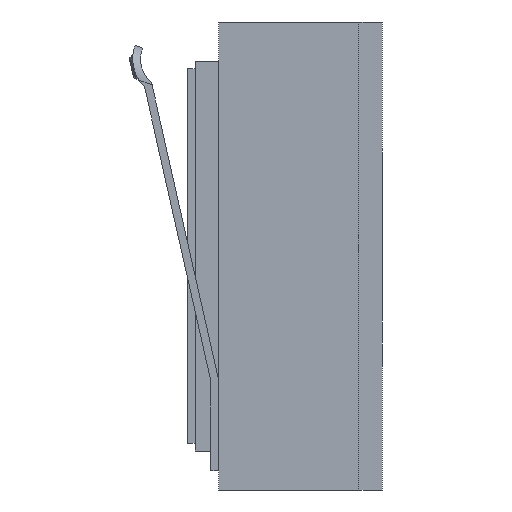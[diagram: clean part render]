
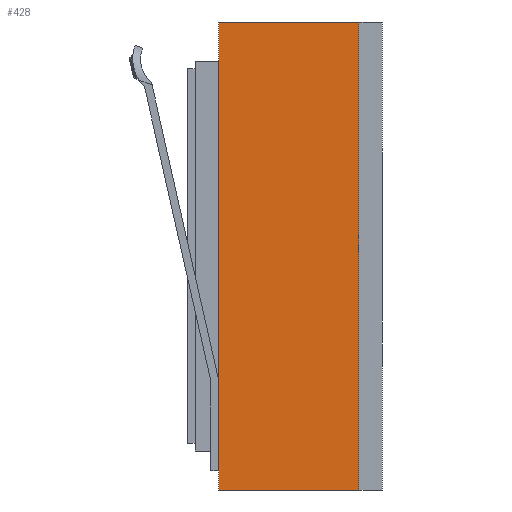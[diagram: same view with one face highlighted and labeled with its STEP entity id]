
A CAD part, left-side view. The second image highlights one B-rep face of the part: STEP entity #428.
In plain terms, the highlighted planar face has unit normal (-1, 0, 0).
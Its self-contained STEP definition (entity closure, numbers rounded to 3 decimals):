
#19 = EDGE_CURVE ( 'NONE', #334, #181, #1301, .T. ) ;
#177 = CARTESIAN_POINT ( 'NONE',  ( -6., 1.8, -3. ) ) ;
#181 = VERTEX_POINT ( 'NONE', #187 ) ;
#187 = CARTESIAN_POINT ( 'NONE',  ( -6., 1.8, 3. ) ) ;
#270 = EDGE_CURVE ( 'NONE', #1681, #1762, #994, .T. ) ;
#285 = EDGE_CURVE ( 'NONE', #181, #1762, #2177, .T. ) ;
#334 = VERTEX_POINT ( 'NONE', #1401 ) ;
#380 = AXIS2_PLACEMENT_3D ( 'NONE', #177, #2507, #1251 ) ;
#388 = VECTOR ( 'NONE', #2105, 1000. ) ;
#402 = CARTESIAN_POINT ( 'NONE',  ( -6., 1.8, -3. ) ) ;
#428 = ADVANCED_FACE ( 'NONE', ( #1581 ), #2089, .F. ) ;
#436 = EDGE_LOOP ( 'NONE', ( #1173, #1903, #2462, #1087 ) ) ;
#683 = EDGE_CURVE ( 'NONE', #334, #1681, #2647, .T. ) ;
#733 = CARTESIAN_POINT ( 'NONE',  ( -6., 0., 3. ) ) ;
#746 = CARTESIAN_POINT ( 'NONE',  ( -6., 0., -3. ) ) ;
#757 = DIRECTION ( 'NONE',  ( 0., -1., 0. ) ) ;
#994 = LINE ( 'NONE', #746, #1186 ) ;
#1087 = ORIENTED_EDGE ( 'NONE', *, *, #683, .T. ) ;
#1173 = ORIENTED_EDGE ( 'NONE', *, *, #270, .T. ) ;
#1186 = VECTOR ( 'NONE', #1996, 1000. ) ;
#1251 = DIRECTION ( 'NONE',  ( 0., 0., -1. ) ) ;
#1296 = VECTOR ( 'NONE', #2102, 1000. ) ;
#1301 = LINE ( 'NONE', #2116, #1296 ) ;
#1401 = CARTESIAN_POINT ( 'NONE',  ( -6., 1.8, -3. ) ) ;
#1581 = FACE_OUTER_BOUND ( 'NONE', #436, .T. ) ;
#1681 = VERTEX_POINT ( 'NONE', #1715 ) ;
#1715 = CARTESIAN_POINT ( 'NONE',  ( -6., 0., -3. ) ) ;
#1762 = VERTEX_POINT ( 'NONE', #733 ) ;
#1903 = ORIENTED_EDGE ( 'NONE', *, *, #285, .F. ) ;
#1996 = DIRECTION ( 'NONE',  ( 0., 0., 1. ) ) ;
#2036 = VECTOR ( 'NONE', #757, 1000. ) ;
#2089 = PLANE ( 'NONE',  #380 ) ;
#2102 = DIRECTION ( 'NONE',  ( 0., 0., 1. ) ) ;
#2105 = DIRECTION ( 'NONE',  ( 0., -1., 0. ) ) ;
#2116 = CARTESIAN_POINT ( 'NONE',  ( -6., 1.8, -3. ) ) ;
#2177 = LINE ( 'NONE', #2431, #2036 ) ;
#2431 = CARTESIAN_POINT ( 'NONE',  ( -6., 1.8, 3. ) ) ;
#2462 = ORIENTED_EDGE ( 'NONE', *, *, #19, .F. ) ;
#2507 = DIRECTION ( 'NONE',  ( 1., 0., 0. ) ) ;
#2647 = LINE ( 'NONE', #402, #388 ) ;
